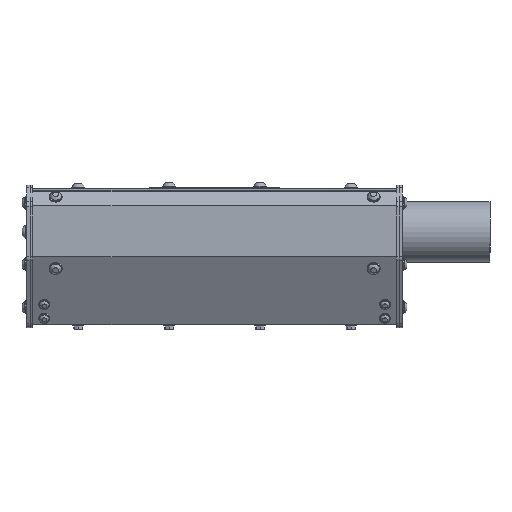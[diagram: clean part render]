
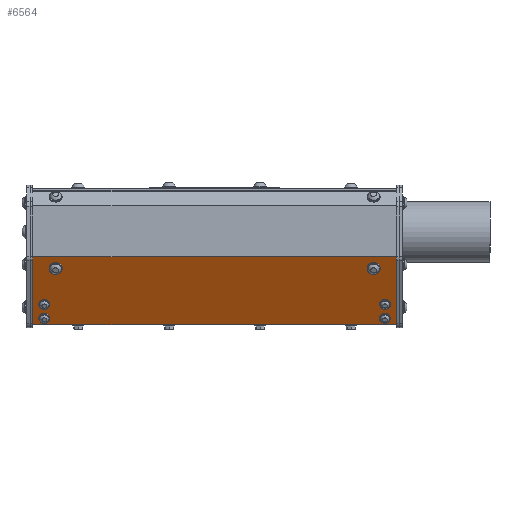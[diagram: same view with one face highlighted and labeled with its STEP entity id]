
A CAD part, front view. The second image highlights one B-rep face of the part: STEP entity #6564.
In plain terms, the highlighted planar face has unit normal (0, -0.866, -0.5).
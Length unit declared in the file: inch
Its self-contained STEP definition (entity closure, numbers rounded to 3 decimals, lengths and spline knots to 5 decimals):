
#453=FACE_BOUND('',#2287,.T.);
#454=FACE_BOUND('',#2288,.T.);
#455=FACE_BOUND('',#2289,.T.);
#456=FACE_BOUND('',#2290,.T.);
#457=FACE_BOUND('',#2291,.T.);
#458=FACE_BOUND('',#2292,.T.);
#1001=LINE('',#19812,#1329);
#1064=LINE('',#19977,#1392);
#1090=LINE('',#20033,#1418);
#1091=LINE('',#20035,#1419);
#1329=VECTOR('',#8642,0.3937);
#1392=VECTOR('',#8801,0.3937);
#1418=VECTOR('',#8883,0.3937);
#1419=VECTOR('',#8886,0.3937);
#1728=FACE_OUTER_BOUND('',#2286,.T.);
#2286=EDGE_LOOP('',(#5414,#5415,#5416,#5417));
#2287=EDGE_LOOP('',(#5418));
#2288=EDGE_LOOP('',(#5419));
#2289=EDGE_LOOP('',(#5420));
#2290=EDGE_LOOP('',(#5421));
#2291=EDGE_LOOP('',(#5422));
#2292=EDGE_LOOP('',(#5423));
#2722=CIRCLE('',#7112,0.21654);
#2727=CIRCLE('',#7122,0.21654);
#2734=CIRCLE('',#7136,0.17717);
#2739=CIRCLE('',#7146,0.17717);
#2744=CIRCLE('',#7156,0.17717);
#2767=CIRCLE('',#7196,0.17717);
#3208=VERTEX_POINT('',#19616);
#3213=VERTEX_POINT('',#19631);
#3220=VERTEX_POINT('',#19652);
#3225=VERTEX_POINT('',#19667);
#3230=VERTEX_POINT('',#19682);
#3259=VERTEX_POINT('',#19757);
#3284=VERTEX_POINT('',#19809);
#3285=VERTEX_POINT('',#19811);
#3308=VERTEX_POINT('',#19909);
#3339=VERTEX_POINT('',#19975);
#3894=EDGE_CURVE('',#3208,#3208,#2722,.T.);
#3899=EDGE_CURVE('',#3213,#3213,#2727,.T.);
#3906=EDGE_CURVE('',#3220,#3220,#2734,.T.);
#3911=EDGE_CURVE('',#3225,#3225,#2739,.T.);
#3916=EDGE_CURVE('',#3230,#3230,#2744,.T.);
#3945=EDGE_CURVE('',#3259,#3259,#2767,.T.);
#3971=EDGE_CURVE('',#3285,#3284,#1001,.T.);
#4058=EDGE_CURVE('',#3339,#3308,#1064,.T.);
#4086=EDGE_CURVE('',#3284,#3308,#1090,.T.);
#4087=EDGE_CURVE('',#3285,#3339,#1091,.T.);
#5414=ORIENTED_EDGE('',*,*,#3971,.T.);
#5415=ORIENTED_EDGE('',*,*,#4086,.T.);
#5416=ORIENTED_EDGE('',*,*,#4058,.F.);
#5417=ORIENTED_EDGE('',*,*,#4087,.F.);
#5418=ORIENTED_EDGE('',*,*,#3894,.T.);
#5419=ORIENTED_EDGE('',*,*,#3899,.T.);
#5420=ORIENTED_EDGE('',*,*,#3906,.T.);
#5421=ORIENTED_EDGE('',*,*,#3911,.T.);
#5422=ORIENTED_EDGE('',*,*,#3916,.T.);
#5423=ORIENTED_EDGE('',*,*,#3945,.T.);
#6230=PLANE('',#7286);
#6564=ADVANCED_FACE('',(#1728,#453,#454,#455,#456,#457,#458),#6230,.T.);
#7112=AXIS2_PLACEMENT_3D('',#19617,#8426,#8427);
#7122=AXIS2_PLACEMENT_3D('',#19632,#8446,#8447);
#7136=AXIS2_PLACEMENT_3D('',#19653,#8474,#8475);
#7146=AXIS2_PLACEMENT_3D('',#19668,#8494,#8495);
#7156=AXIS2_PLACEMENT_3D('',#19683,#8514,#8515);
#7196=AXIS2_PLACEMENT_3D('',#19758,#8600,#8601);
#7286=AXIS2_PLACEMENT_3D('',#20034,#8884,#8885);
#8426=DIRECTION('center_axis',(0.,0.866,0.5));
#8427=DIRECTION('ref_axis',(0.866,0.25,-0.433));
#8446=DIRECTION('center_axis',(0.,0.866,0.5));
#8447=DIRECTION('ref_axis',(0.866,0.25,-0.433));
#8474=DIRECTION('center_axis',(0.,0.866,0.5));
#8475=DIRECTION('ref_axis',(-1.,0.,0.));
#8494=DIRECTION('center_axis',(0.,0.866,0.5));
#8495=DIRECTION('ref_axis',(-1.,0.,0.));
#8514=DIRECTION('center_axis',(0.,0.866,0.5));
#8515=DIRECTION('ref_axis',(-1.,0.,0.));
#8600=DIRECTION('center_axis',(0.,0.866,0.5));
#8601=DIRECTION('ref_axis',(-0.282,0.48,-0.831));
#8642=DIRECTION('',(0.,0.5,-0.866));
#8801=DIRECTION('',(0.,0.5,-0.866));
#8883=DIRECTION('',(1.,0.,0.));
#8884=DIRECTION('center_axis',(0.,-0.866,
-0.5));
#8885=DIRECTION('ref_axis',(0.,0.5,-0.866));
#8886=DIRECTION('',(1.,0.,0.));
#19616=CARTESIAN_POINT('',(-19.56658,-15.2487,-1.69849));
#19617=CARTESIAN_POINT('Origin',(-19.75411,-15.30283,-1.60473));
#19631=CARTESIAN_POINT('',(-9.06658,-15.2487,-1.69849));
#19632=CARTESIAN_POINT('Origin',(-9.25411,-15.30283,-1.60473));
#19652=CARTESIAN_POINT('',(-20.30627,-14.35039,-3.2544));
#19653=CARTESIAN_POINT('Origin',(-20.12911,-14.35039,-3.2544));
#19667=CARTESIAN_POINT('',(-20.30627,-14.61639,-2.79368));
#19668=CARTESIAN_POINT('Origin',(-20.12911,-14.61639,-2.79368));
#19682=CARTESIAN_POINT('',(-9.05627,-14.35039,-3.2544));
#19683=CARTESIAN_POINT('Origin',(-8.87911,-14.35039,-3.2544));
#19757=CARTESIAN_POINT('',(-8.92898,-14.53139,-2.9409));
#19758=CARTESIAN_POINT('Origin',(-8.87911,-14.61639,-2.79368));
#19809=CARTESIAN_POINT('',(-20.50411,-14.22187,-3.47702));
#19811=CARTESIAN_POINT('',(-20.50411,-15.51948,-1.22948));
#19812=CARTESIAN_POINT('',(-20.50411,-15.51948,-1.22948));
#19909=CARTESIAN_POINT('',(-8.50411,-14.22187,-3.47702));
#19975=CARTESIAN_POINT('',(-8.50411,-15.51948,-1.22948));
#19977=CARTESIAN_POINT('',(-8.50411,-15.51948,-1.22948));
#20033=CARTESIAN_POINT('',(-20.50411,-14.22187,-3.47702));
#20034=CARTESIAN_POINT('Origin',(-20.50411,-15.51948,-1.22948));
#20035=CARTESIAN_POINT('',(-20.50411,-15.51948,-1.22948));
